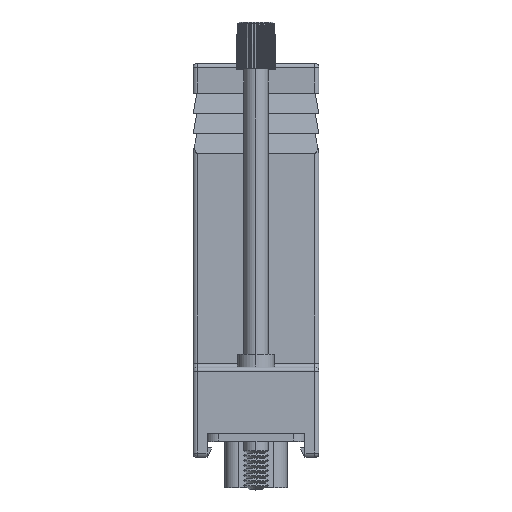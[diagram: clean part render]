
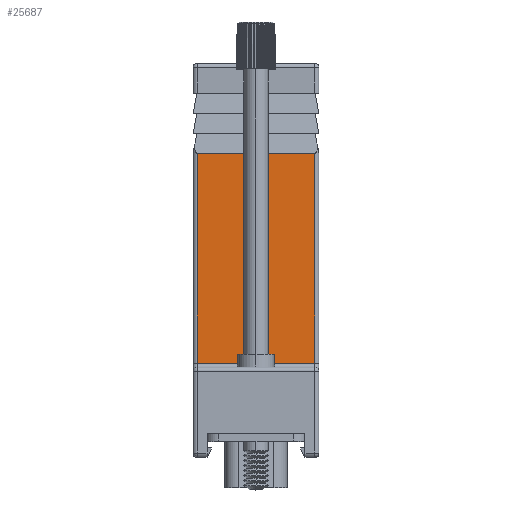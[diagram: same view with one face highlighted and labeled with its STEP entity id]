
A CAD part, top view. The second image highlights one B-rep face of the part: STEP entity #25687.
In plain terms, the highlighted planar face has unit normal (0, 0, 1).
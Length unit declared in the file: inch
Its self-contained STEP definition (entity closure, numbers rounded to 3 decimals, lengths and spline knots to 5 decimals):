
#1390 = AXIS2_PLACEMENT_3D ( 'NONE', #7959, #7968, #7969 ) ;
#5065 = FACE_OUTER_BOUND ( 'NONE', #7334, .T. ) ;
#7334 = EDGE_LOOP ( 'NONE', ( #25989, #25988, #25987, #25986 ) ) ;
#7959 = CARTESIAN_POINT ( 'NONE',  ( -0.315, 1.97, 0.3885 ) ) ;
#7966 = PLANE ( 'NONE',  #1390 ) ;
#7968 = DIRECTION ( 'NONE',  ( 0., 0., -1. ) ) ;
#7969 = DIRECTION ( 'NONE',  ( -1., 0., 0. ) ) ;
#10226 = EDGE_CURVE ( 'NONE', #19056, #19050, #24161, .T. ) ;
#10228 = EDGE_CURVE ( 'NONE', #19056, #19044, #24164, .T. ) ;
#10230 = EDGE_CURVE ( 'NONE', #19044, #19042, #24168, .T. ) ;
#10232 = EDGE_CURVE ( 'NONE', #19042, #19050, #24172, .T. ) ;
#13006 = CARTESIAN_POINT ( 'NONE',  ( -0.31504, 1.52, 0.3885 ) ) ;
#13007 = DIRECTION ( 'NONE',  ( 1., 0., 0. ) ) ;
#13018 = CARTESIAN_POINT ( 'NONE',  ( -0.295, 1.97, 0.3885 ) ) ;
#13020 = DIRECTION ( 'NONE',  ( 0., -1., 0. ) ) ;
#13022 = CARTESIAN_POINT ( 'NONE',  ( -0.315, 0.47, 0.3885 ) ) ;
#13023 = DIRECTION ( 'NONE',  ( 1., 0., 0. ) ) ;
#13026 = CARTESIAN_POINT ( 'NONE',  ( 0.295, 1.97, 0.3885 ) ) ;
#13027 = DIRECTION ( 'NONE',  ( 0., 1., 0. ) ) ;
#16218 = CARTESIAN_POINT ( 'NONE',  ( 0.295, 0.47, 0.3885 ) ) ;
#16219 = CARTESIAN_POINT ( 'NONE',  ( -0.295, 0.47, 0.3885 ) ) ;
#16222 = CARTESIAN_POINT ( 'NONE',  ( 0.295, 1.52, 0.3885 ) ) ;
#16225 = CARTESIAN_POINT ( 'NONE',  ( -0.295, 1.52, 0.3885 ) ) ;
#19042 = VERTEX_POINT ( 'NONE', #16218 ) ;
#19044 = VERTEX_POINT ( 'NONE', #16219 ) ;
#19050 = VERTEX_POINT ( 'NONE', #16222 ) ;
#19056 = VERTEX_POINT ( 'NONE', #16225 ) ;
#24161 = LINE ( 'NONE', #13006, #24163 ) ;
#24163 = VECTOR ( 'NONE', #13007, 39.37008 ) ;
#24164 = LINE ( 'NONE', #13018, #24167 ) ;
#24167 = VECTOR ( 'NONE', #13020, 39.37008 ) ;
#24168 = LINE ( 'NONE', #13022, #24171 ) ;
#24171 = VECTOR ( 'NONE', #13023, 39.37008 ) ;
#24172 = LINE ( 'NONE', #13026, #24175 ) ;
#24175 = VECTOR ( 'NONE', #13027, 39.37008 ) ;
#25687 = ADVANCED_FACE ( 'NONE', ( #5065 ), #7966, .F. ) ;
#25986 = ORIENTED_EDGE ( 'NONE', *, *, #10232, .T. ) ;
#25987 = ORIENTED_EDGE ( 'NONE', *, *, #10230, .T. ) ;
#25988 = ORIENTED_EDGE ( 'NONE', *, *, #10228, .T. ) ;
#25989 = ORIENTED_EDGE ( 'NONE', *, *, #10226, .F. ) ;
